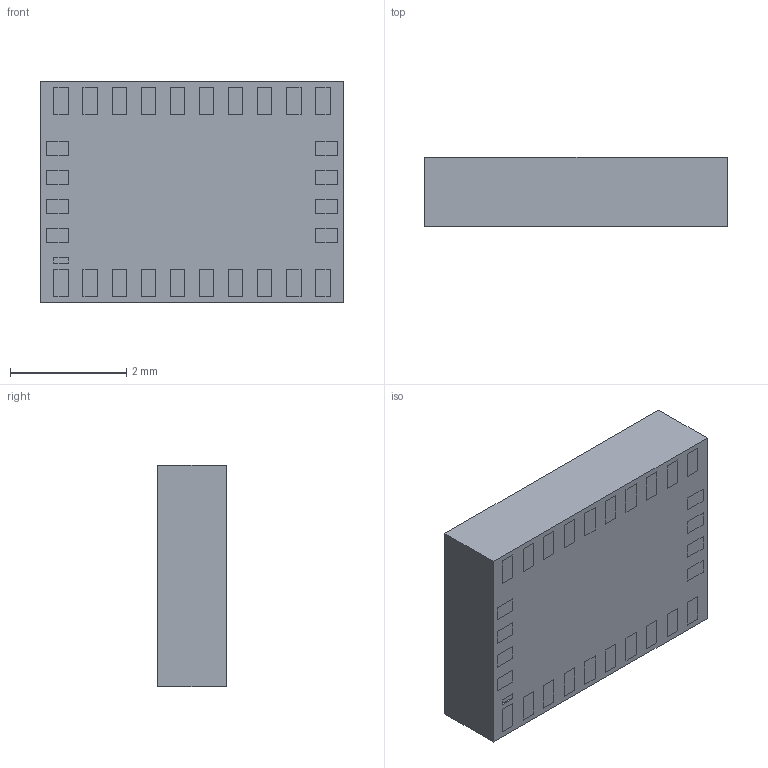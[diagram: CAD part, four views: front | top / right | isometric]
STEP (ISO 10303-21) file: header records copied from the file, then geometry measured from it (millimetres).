
FILE_DESCRIPTION (( 'STEP AP214' ), '1' );
FILE_NAME ('BNO080.STEP', '2020-05-09T21:18:26', ( '' ), ( '' ), 'SwSTEP 2.0', 'SolidWorks 2017', '' );
FILE_SCHEMA (( 'AUTOMOTIVE_DESIGN' ));
Length unit declared in the file: millimetre
Products named in the file (1): BNO080
Bounding box: 5.2 x 1.18 x 3.8 mm (x, y, z)
Volume: 23.3 mm3; surface area: 80.1 mm2
Topology: 31 solids, 31 shells, 332 faces, 720 edges, 480 vertices
Faces by surface type: plane 328, cylinder 4
Entity records: 9156 total; most frequent: CARTESIAN_POINT 1533, ORIENTED_EDGE 1440, DIRECTION 1394, EDGE_CURVE 720, LINE 712, VECTOR 712, VERTEX_POINT 480, EDGE_LOOP 362
